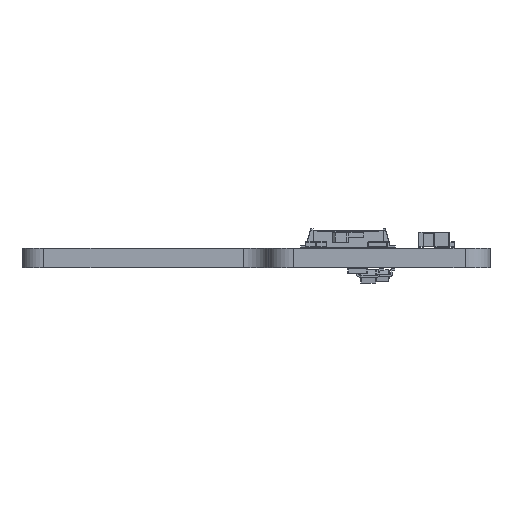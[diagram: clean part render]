
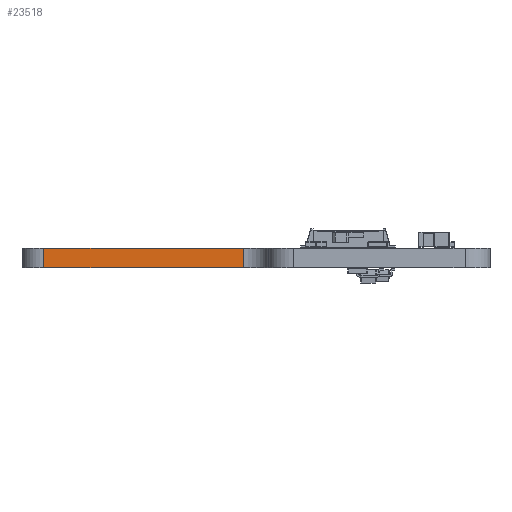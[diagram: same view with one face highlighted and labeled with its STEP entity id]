
A CAD part, front view. The second image highlights one B-rep face of the part: STEP entity #23518.
In plain terms, the highlighted planar face has unit normal (0, -1, 0).
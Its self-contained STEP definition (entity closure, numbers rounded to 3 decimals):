
#22759 = PLANE('',#22760);
#22760 = AXIS2_PLACEMENT_3D('',#22761,#22762,#22763);
#22761 = CARTESIAN_POINT('',(150.283,-87.327,1.6));
#22762 = DIRECTION('',(0.,0.,1.));
#22763 = DIRECTION('',(1.,0.,0.));
#22813 = PLANE('',#22814);
#22814 = AXIS2_PLACEMENT_3D('',#22815,#22816,#22817);
#22815 = CARTESIAN_POINT('',(150.283,-87.327,0.));
#22816 = DIRECTION('',(0.,0.,1.));
#22817 = DIRECTION('',(1.,0.,0.));
#23408 = CYLINDRICAL_SURFACE('',#23409,1.778);
#23409 = AXIS2_PLACEMENT_3D('',#23410,#23411,#23412);
#23410 = CARTESIAN_POINT('',(126.111,-46.99,0.));
#23411 = DIRECTION('',(0.,0.,-1.));
#23412 = DIRECTION('',(1.,0.,0.));
#23446 = VERTEX_POINT('',#23447);
#23447 = CARTESIAN_POINT('',(126.111,-48.768,1.6));
#23469 = EDGE_CURVE('',#23470,#23446,#23472,.T.);
#23470 = VERTEX_POINT('',#23471);
#23471 = CARTESIAN_POINT('',(126.111,-48.768,0.));
#23472 = SURFACE_CURVE('',#23473,(#23477,#23484),.PCURVE_S1.);
#23473 = LINE('',#23474,#23475);
#23474 = CARTESIAN_POINT('',(126.111,-48.768,0.));
#23475 = VECTOR('',#23476,1.);
#23476 = DIRECTION('',(0.,0.,1.));
#23477 = PCURVE('',#23408,#23478);
#23478 = DEFINITIONAL_REPRESENTATION('',(#23479),#23483);
#23479 = LINE('',#23480,#23481);
#23480 = CARTESIAN_POINT('',(-4.712,0.));
#23481 = VECTOR('',#23482,1.);
#23482 = DIRECTION('',(0.,-1.));
#23483 = ( GEOMETRIC_REPRESENTATION_CONTEXT(2) 
PARAMETRIC_REPRESENTATION_CONTEXT() REPRESENTATION_CONTEXT('2D SPACE',''
  ) );
#23484 = PCURVE('',#23485,#23490);
#23485 = PLANE('',#23486);
#23486 = AXIS2_PLACEMENT_3D('',#23487,#23488,#23489);
#23487 = CARTESIAN_POINT('',(126.111,-48.768,0.));
#23488 = DIRECTION('',(0.,1.,0.));
#23489 = DIRECTION('',(1.,0.,0.));
#23490 = DEFINITIONAL_REPRESENTATION('',(#23491),#23495);
#23491 = LINE('',#23492,#23493);
#23492 = CARTESIAN_POINT('',(0.,0.));
#23493 = VECTOR('',#23494,1.);
#23494 = DIRECTION('',(0.,-1.));
#23495 = ( GEOMETRIC_REPRESENTATION_CONTEXT(2) 
PARAMETRIC_REPRESENTATION_CONTEXT() REPRESENTATION_CONTEXT('2D SPACE',''
  ) );
#23518 = ADVANCED_FACE('',(#23519),#23485,.F.);
#23519 = FACE_BOUND('',#23520,.F.);
#23520 = EDGE_LOOP('',(#23521,#23522,#23545,#23573));
#23521 = ORIENTED_EDGE('',*,*,#23469,.T.);
#23522 = ORIENTED_EDGE('',*,*,#23523,.T.);
#23523 = EDGE_CURVE('',#23446,#23524,#23526,.T.);
#23524 = VERTEX_POINT('',#23525);
#23525 = CARTESIAN_POINT('',(142.367,-48.768,1.6));
#23526 = SURFACE_CURVE('',#23527,(#23531,#23538),.PCURVE_S1.);
#23527 = LINE('',#23528,#23529);
#23528 = CARTESIAN_POINT('',(126.111,-48.768,1.6));
#23529 = VECTOR('',#23530,1.);
#23530 = DIRECTION('',(1.,0.,0.));
#23531 = PCURVE('',#23485,#23532);
#23532 = DEFINITIONAL_REPRESENTATION('',(#23533),#23537);
#23533 = LINE('',#23534,#23535);
#23534 = CARTESIAN_POINT('',(0.,-1.6));
#23535 = VECTOR('',#23536,1.);
#23536 = DIRECTION('',(1.,0.));
#23537 = ( GEOMETRIC_REPRESENTATION_CONTEXT(2) 
PARAMETRIC_REPRESENTATION_CONTEXT() REPRESENTATION_CONTEXT('2D SPACE',''
  ) );
#23538 = PCURVE('',#22759,#23539);
#23539 = DEFINITIONAL_REPRESENTATION('',(#23540),#23544);
#23540 = LINE('',#23541,#23542);
#23541 = CARTESIAN_POINT('',(-24.172,38.559));
#23542 = VECTOR('',#23543,1.);
#23543 = DIRECTION('',(1.,0.));
#23544 = ( GEOMETRIC_REPRESENTATION_CONTEXT(2) 
PARAMETRIC_REPRESENTATION_CONTEXT() REPRESENTATION_CONTEXT('2D SPACE',''
  ) );
#23545 = ORIENTED_EDGE('',*,*,#23546,.F.);
#23546 = EDGE_CURVE('',#23547,#23524,#23549,.T.);
#23547 = VERTEX_POINT('',#23548);
#23548 = CARTESIAN_POINT('',(142.367,-48.768,0.));
#23549 = SURFACE_CURVE('',#23550,(#23554,#23561),.PCURVE_S1.);
#23550 = LINE('',#23551,#23552);
#23551 = CARTESIAN_POINT('',(142.367,-48.768,0.));
#23552 = VECTOR('',#23553,1.);
#23553 = DIRECTION('',(0.,0.,1.));
#23554 = PCURVE('',#23485,#23555);
#23555 = DEFINITIONAL_REPRESENTATION('',(#23556),#23560);
#23556 = LINE('',#23557,#23558);
#23557 = CARTESIAN_POINT('',(16.256,0.));
#23558 = VECTOR('',#23559,1.);
#23559 = DIRECTION('',(0.,-1.));
#23560 = ( GEOMETRIC_REPRESENTATION_CONTEXT(2) 
PARAMETRIC_REPRESENTATION_CONTEXT() REPRESENTATION_CONTEXT('2D SPACE',''
  ) );
#23561 = PCURVE('',#23562,#23567);
#23562 = CYLINDRICAL_SURFACE('',#23563,2.032);
#23563 = AXIS2_PLACEMENT_3D('',#23564,#23565,#23566);
#23564 = CARTESIAN_POINT('',(142.367,-50.8,0.));
#23565 = DIRECTION('',(0.,0.,-1.));
#23566 = DIRECTION('',(1.,0.,0.));
#23567 = DEFINITIONAL_REPRESENTATION('',(#23568),#23572);
#23568 = LINE('',#23569,#23570);
#23569 = CARTESIAN_POINT('',(-1.571,0.));
#23570 = VECTOR('',#23571,1.);
#23571 = DIRECTION('',(0.,-1.));
#23572 = ( GEOMETRIC_REPRESENTATION_CONTEXT(2) 
PARAMETRIC_REPRESENTATION_CONTEXT() REPRESENTATION_CONTEXT('2D SPACE',''
  ) );
#23573 = ORIENTED_EDGE('',*,*,#23574,.F.);
#23574 = EDGE_CURVE('',#23470,#23547,#23575,.T.);
#23575 = SURFACE_CURVE('',#23576,(#23580,#23587),.PCURVE_S1.);
#23576 = LINE('',#23577,#23578);
#23577 = CARTESIAN_POINT('',(126.111,-48.768,0.));
#23578 = VECTOR('',#23579,1.);
#23579 = DIRECTION('',(1.,0.,0.));
#23580 = PCURVE('',#23485,#23581);
#23581 = DEFINITIONAL_REPRESENTATION('',(#23582),#23586);
#23582 = LINE('',#23583,#23584);
#23583 = CARTESIAN_POINT('',(0.,0.));
#23584 = VECTOR('',#23585,1.);
#23585 = DIRECTION('',(1.,0.));
#23586 = ( GEOMETRIC_REPRESENTATION_CONTEXT(2) 
PARAMETRIC_REPRESENTATION_CONTEXT() REPRESENTATION_CONTEXT('2D SPACE',''
  ) );
#23587 = PCURVE('',#22813,#23588);
#23588 = DEFINITIONAL_REPRESENTATION('',(#23589),#23593);
#23589 = LINE('',#23590,#23591);
#23590 = CARTESIAN_POINT('',(-24.172,38.559));
#23591 = VECTOR('',#23592,1.);
#23592 = DIRECTION('',(1.,0.));
#23593 = ( GEOMETRIC_REPRESENTATION_CONTEXT(2) 
PARAMETRIC_REPRESENTATION_CONTEXT() REPRESENTATION_CONTEXT('2D SPACE',''
  ) );
